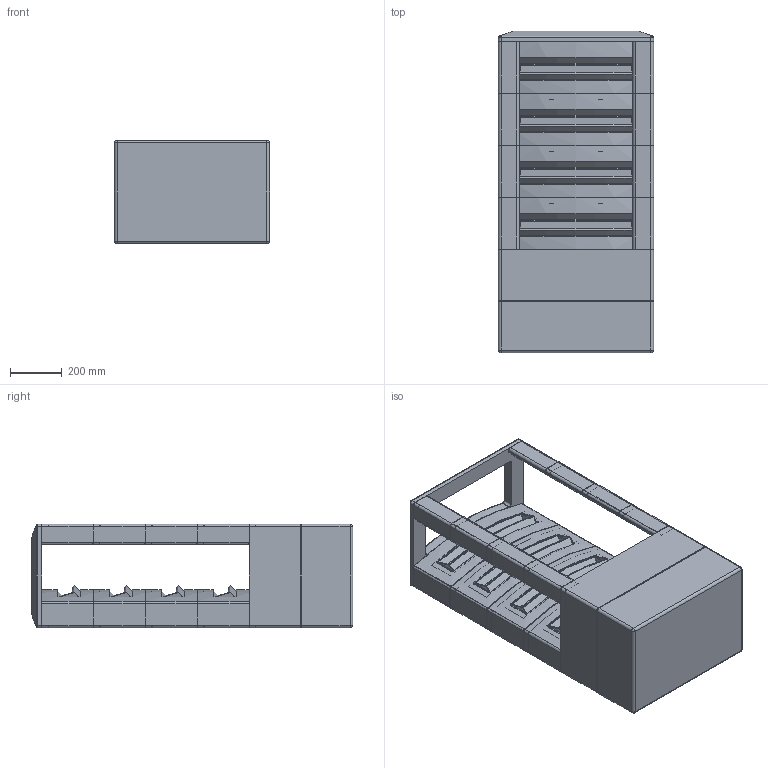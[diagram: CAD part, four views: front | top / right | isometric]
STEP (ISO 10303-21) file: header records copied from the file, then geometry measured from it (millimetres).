
FILE_DESCRIPTION (( 'STEP AP214' ), '1' );
FILE_NAME ('TopASM_1105.STEP', '2021-11-05T16:25:44', ( '' ), ( '' ), 'SwSTEP 2.0', 'SolidWorks 2021', '' );
FILE_SCHEMA (( 'AUTOMOTIVE_DESIGN' ));
Length unit declared in the file: millimetre
Products named in the file (7): HatsoElem; HatsoElem_RAG; HatsoElem_Noveny; TopASM_1105; Alj; LED; Teto
Assembly tree (16 placements, depth 3):
  TopASM_1105
    HatsoElem_RAG  x4
      HatsoElem
      HatsoElem_Noveny
    LED  x8
    Teto
    Alj
Bounding box: 600 x 1243 x 400 mm (x, y, z)
Volume: 96285376.8 mm3; surface area: 5476674.9 mm2
Topology: 18 solids, 18 shells, 1187 faces, 3050 edges, 1918 vertices
Faces by surface type: cylinder 434, plane 417, torus 136, bspline 108, cone 48, sphere 44
Entity records: 11889 total; most frequent: CARTESIAN_POINT 3245, DIRECTION 1818, ORIENTED_EDGE 1756, EDGE_CURVE 878, AXIS2_PLACEMENT_3D 717, VERTEX_POINT 541, CIRCLE 385, LINE 384
